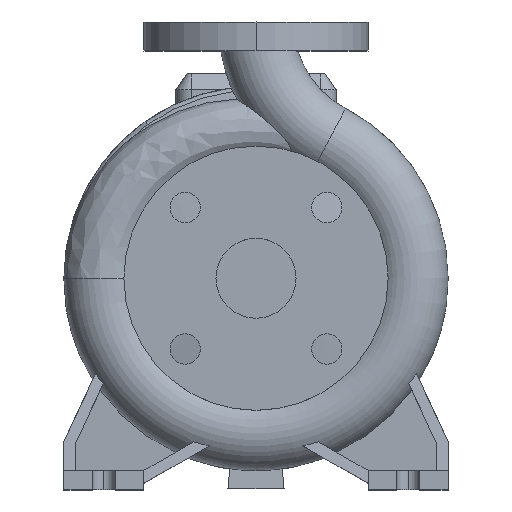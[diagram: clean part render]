
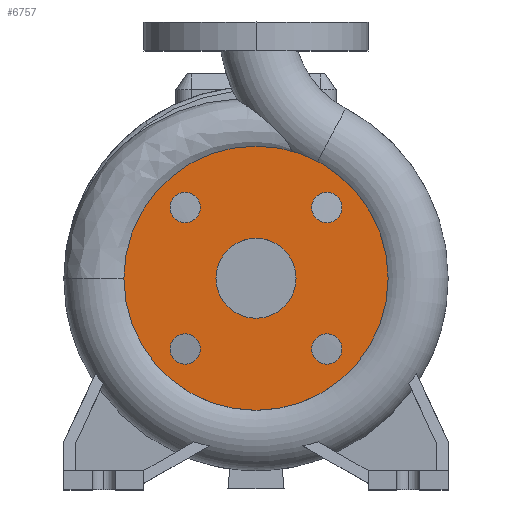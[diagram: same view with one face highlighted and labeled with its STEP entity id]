
A CAD part, top view. The second image highlights one B-rep face of the part: STEP entity #6757.
In plain terms, the highlighted planar face has unit normal (0, 0, 1).
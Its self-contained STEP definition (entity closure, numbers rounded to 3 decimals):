
#17 = CARTESIAN_POINT ( 'NONE',  ( -82.5, 0., 80. ) ) ;
#58 = PLANE ( 'NONE',  #5171 ) ;
#89 = DIRECTION ( 'NONE',  ( 1., 0., 0. ) ) ;
#159 = CARTESIAN_POINT ( 'NONE',  ( -44.194, -44.194, 80. ) ) ;
#186 = CIRCLE ( 'NONE', #5736, 9.5 ) ;
#193 = CARTESIAN_POINT ( 'NONE',  ( -44.194, 44.194, 80. ) ) ;
#280 = DIRECTION ( 'NONE',  ( 0., 0., 1. ) ) ;
#349 = DIRECTION ( 'NONE',  ( 1., 0., 0. ) ) ;
#476 = CARTESIAN_POINT ( 'NONE',  ( 82.5, 0., 80. ) ) ;
#832 = CARTESIAN_POINT ( 'NONE',  ( 0., 0., 80. ) ) ;
#903 = CARTESIAN_POINT ( 'NONE',  ( -53.694, 44.194, 80. ) ) ;
#907 = CARTESIAN_POINT ( 'NONE',  ( 0., 0., 80. ) ) ;
#969 = CARTESIAN_POINT ( 'NONE',  ( 44.194, -44.194, 80. ) ) ;
#984 = CARTESIAN_POINT ( 'NONE',  ( -44.194, -44.194, 80. ) ) ;
#1105 = CARTESIAN_POINT ( 'NONE',  ( 0., 82.5, 80. ) ) ;
#1121 = DIRECTION ( 'NONE',  ( 1., 0., 0. ) ) ;
#1387 = ORIENTED_EDGE ( 'NONE', *, *, #10220, .F. ) ;
#1661 = AXIS2_PLACEMENT_3D ( 'NONE', #159, #8630, #89 ) ;
#1830 = AXIS2_PLACEMENT_3D ( 'NONE', #5999, #10030, #12184 ) ;
#1960 = CARTESIAN_POINT ( 'NONE',  ( 34.694, -44.194, 80. ) ) ;
#2061 = VERTEX_POINT ( 'NONE', #9952 ) ;
#2447 = CARTESIAN_POINT ( 'NONE',  ( 25., 0., 80. ) ) ;
#2494 = CIRCLE ( 'NONE', #12253, 9.5 ) ;
#2579 = CARTESIAN_POINT ( 'NONE',  ( 44.194, -44.194, 80. ) ) ;
#2620 = EDGE_CURVE ( 'NONE', #6152, #9506, #186, .T. ) ;
#2745 = EDGE_CURVE ( 'NONE', #11340, #2850, #12175, .T. ) ;
#2771 = CARTESIAN_POINT ( 'NONE',  ( 34.694, 44.194, 80. ) ) ;
#2850 = VERTEX_POINT ( 'NONE', #9211 ) ;
#3028 = ORIENTED_EDGE ( 'NONE', *, *, #8129, .T. ) ;
#3189 = FACE_BOUND ( 'NONE', #8999, .T. ) ;
#3386 = VERTEX_POINT ( 'NONE', #17 ) ;
#3388 = FACE_OUTER_BOUND ( 'NONE', #4039, .T. ) ;
#3458 = DIRECTION ( 'NONE',  ( 0., 0., 1. ) ) ;
#3554 = DIRECTION ( 'NONE',  ( 1., 0., 0. ) ) ;
#3611 = CARTESIAN_POINT ( 'NONE',  ( 53.694, -44.194, 80. ) ) ;
#3653 = EDGE_LOOP ( 'NONE', ( #9768, #12732 ) ) ;
#3692 = CIRCLE ( 'NONE', #11666, 25. ) ;
#4027 = CARTESIAN_POINT ( 'NONE',  ( -25., 0., 80. ) ) ;
#4039 = EDGE_LOOP ( 'NONE', ( #3028, #5358 ) ) ;
#4310 = EDGE_CURVE ( 'NONE', #12800, #12590, #8034, .T. ) ;
#4358 = DIRECTION ( 'NONE',  ( -1., 0., 0. ) ) ;
#4424 = DIRECTION ( 'NONE',  ( 0., 0., 1. ) ) ;
#4428 = FACE_BOUND ( 'NONE', #5193, .T. ) ;
#4486 = CIRCLE ( 'NONE', #5825, 9.5 ) ;
#4764 = CIRCLE ( 'NONE', #13415, 9.5 ) ;
#4859 = AXIS2_PLACEMENT_3D ( 'NONE', #8598, #3458, #6517 ) ;
#5144 = DIRECTION ( 'NONE',  ( 1., 0., 0. ) ) ;
#5171 = AXIS2_PLACEMENT_3D ( 'NONE', #1105, #5477, #4358 ) ;
#5184 = CARTESIAN_POINT ( 'NONE',  ( 0., 0., 80. ) ) ;
#5193 = EDGE_LOOP ( 'NONE', ( #6286, #10325 ) ) ;
#5204 = DIRECTION ( 'NONE',  ( 0., 0., 1. ) ) ;
#5217 = AXIS2_PLACEMENT_3D ( 'NONE', #832, #10140, #7016 ) ;
#5245 = ORIENTED_EDGE ( 'NONE', *, *, #8930, .F. ) ;
#5246 = CIRCLE ( 'NONE', #11892, 9.5 ) ;
#5257 = DIRECTION ( 'NONE',  ( 1., 0., 0. ) ) ;
#5358 = ORIENTED_EDGE ( 'NONE', *, *, #10935, .T. ) ;
#5477 = DIRECTION ( 'NONE',  ( 0., 0., -1. ) ) ;
#5736 = AXIS2_PLACEMENT_3D ( 'NONE', #969, #5204, #7621 ) ;
#5825 = AXIS2_PLACEMENT_3D ( 'NONE', #984, #8616, #1121 ) ;
#5999 = CARTESIAN_POINT ( 'NONE',  ( 0., 0., 80. ) ) ;
#6152 = VERTEX_POINT ( 'NONE', #1960 ) ;
#6242 = EDGE_CURVE ( 'NONE', #2061, #10486, #4486, .T. ) ;
#6286 = ORIENTED_EDGE ( 'NONE', *, *, #8646, .F. ) ;
#6454 = EDGE_CURVE ( 'NONE', #8107, #11680, #2494, .T. ) ;
#6517 = DIRECTION ( 'NONE',  ( 1., 0., 0. ) ) ;
#6584 = DIRECTION ( 'NONE',  ( 1., 0., 0. ) ) ;
#6754 = AXIS2_PLACEMENT_3D ( 'NONE', #907, #12570, #5144 ) ;
#6757 = ADVANCED_FACE ( 'NONE', ( #11782, #3388, #7619, #4428, #9704, #3189 ), #58, .F. ) ;
#7016 = DIRECTION ( 'NONE',  ( 1., 0., 0. ) ) ;
#7143 = EDGE_LOOP ( 'NONE', ( #1387, #10208 ) ) ;
#7619 = FACE_BOUND ( 'NONE', #3653, .T. ) ;
#7621 = DIRECTION ( 'NONE',  ( 1., 0., 0. ) ) ;
#7867 = CIRCLE ( 'NONE', #1661, 9.5 ) ;
#8034 = CIRCLE ( 'NONE', #1830, 25. ) ;
#8107 = VERTEX_POINT ( 'NONE', #12700 ) ;
#8129 = EDGE_CURVE ( 'NONE', #11578, #3386, #12287, .T. ) ;
#8548 = ORIENTED_EDGE ( 'NONE', *, *, #2620, .F. ) ;
#8598 = CARTESIAN_POINT ( 'NONE',  ( -44.194, 44.194, 80. ) ) ;
#8616 = DIRECTION ( 'NONE',  ( 0., 0., 1. ) ) ;
#8624 = CARTESIAN_POINT ( 'NONE',  ( 44.194, 44.194, 80. ) ) ;
#8630 = DIRECTION ( 'NONE',  ( 0., 0., 1. ) ) ;
#8646 = EDGE_CURVE ( 'NONE', #2850, #11340, #4764, .T. ) ;
#8756 = DIRECTION ( 'NONE',  ( 0., 0., 1. ) ) ;
#8930 = EDGE_CURVE ( 'NONE', #10486, #2061, #7867, .T. ) ;
#8999 = EDGE_LOOP ( 'NONE', ( #10050, #8548 ) ) ;
#9096 = DIRECTION ( 'NONE',  ( 0., 0., 1. ) ) ;
#9211 = CARTESIAN_POINT ( 'NONE',  ( -34.694, 44.194, 80. ) ) ;
#9506 = VERTEX_POINT ( 'NONE', #3611 ) ;
#9704 = FACE_BOUND ( 'NONE', #10669, .T. ) ;
#9768 = ORIENTED_EDGE ( 'NONE', *, *, #6454, .F. ) ;
#9932 = DIRECTION ( 'NONE',  ( 1., 0., 0. ) ) ;
#9952 = CARTESIAN_POINT ( 'NONE',  ( -53.694, -44.194, 80. ) ) ;
#9969 = CARTESIAN_POINT ( 'NONE',  ( -34.694, -44.194, 80. ) ) ;
#9998 = CARTESIAN_POINT ( 'NONE',  ( 44.194, 44.194, 80. ) ) ;
#10030 = DIRECTION ( 'NONE',  ( 0., 0., 1. ) ) ;
#10050 = ORIENTED_EDGE ( 'NONE', *, *, #10775, .F. ) ;
#10056 = ORIENTED_EDGE ( 'NONE', *, *, #6242, .F. ) ;
#10140 = DIRECTION ( 'NONE',  ( 0., 0., 1. ) ) ;
#10208 = ORIENTED_EDGE ( 'NONE', *, *, #4310, .F. ) ;
#10220 = EDGE_CURVE ( 'NONE', #12590, #12800, #3692, .T. ) ;
#10325 = ORIENTED_EDGE ( 'NONE', *, *, #2745, .F. ) ;
#10486 = VERTEX_POINT ( 'NONE', #9969 ) ;
#10669 = EDGE_LOOP ( 'NONE', ( #5245, #10056 ) ) ;
#10775 = EDGE_CURVE ( 'NONE', #9506, #6152, #12337, .T. ) ;
#10935 = EDGE_CURVE ( 'NONE', #3386, #11578, #11677, .T. ) ;
#11340 = VERTEX_POINT ( 'NONE', #903 ) ;
#11565 = DIRECTION ( 'NONE',  ( 0., 0., 1. ) ) ;
#11578 = VERTEX_POINT ( 'NONE', #476 ) ;
#11666 = AXIS2_PLACEMENT_3D ( 'NONE', #5184, #11565, #5257 ) ;
#11677 = CIRCLE ( 'NONE', #5217, 82.5 ) ;
#11680 = VERTEX_POINT ( 'NONE', #2771 ) ;
#11782 = FACE_BOUND ( 'NONE', #7143, .T. ) ;
#11892 = AXIS2_PLACEMENT_3D ( 'NONE', #8624, #8756, #3554 ) ;
#12175 = CIRCLE ( 'NONE', #4859, 9.5 ) ;
#12184 = DIRECTION ( 'NONE',  ( 1., 0., 0. ) ) ;
#12253 = AXIS2_PLACEMENT_3D ( 'NONE', #9998, #9096, #9932 ) ;
#12287 = CIRCLE ( 'NONE', #6754, 82.5 ) ;
#12337 = CIRCLE ( 'NONE', #13638, 9.5 ) ;
#12542 = EDGE_CURVE ( 'NONE', #11680, #8107, #5246, .T. ) ;
#12570 = DIRECTION ( 'NONE',  ( 0., 0., 1. ) ) ;
#12590 = VERTEX_POINT ( 'NONE', #2447 ) ;
#12700 = CARTESIAN_POINT ( 'NONE',  ( 53.694, 44.194, 80. ) ) ;
#12732 = ORIENTED_EDGE ( 'NONE', *, *, #12542, .F. ) ;
#12800 = VERTEX_POINT ( 'NONE', #4027 ) ;
#13415 = AXIS2_PLACEMENT_3D ( 'NONE', #193, #4424, #6584 ) ;
#13638 = AXIS2_PLACEMENT_3D ( 'NONE', #2579, #280, #349 ) ;
